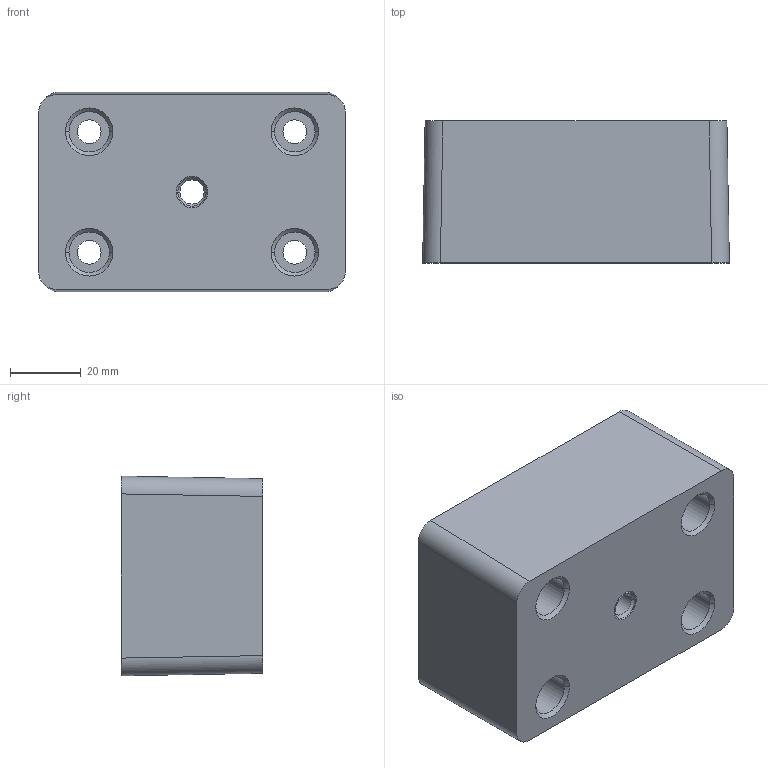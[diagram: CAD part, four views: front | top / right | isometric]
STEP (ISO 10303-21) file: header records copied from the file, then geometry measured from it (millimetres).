
FILE_DESCRIPTION((''),'2;1');
FILE_NAME('JC35TT-0019','2021-01-06T16:42:12',('sa'),('捷昌驱动'),'CREO PARAMETRIC BY PTC INC, 2018100','CREO PARAMETRIC BY PTC INC, 2018100','');
FILE_SCHEMA(('CONFIG_CONTROL_DESIGN'));
Length unit declared in the file: millimetre
Products named in the file (1): JC35TT-0019
Bounding box: 86.5 x 40 x 56.3 mm (x, y, z)
Volume: 68931.5 mm3; surface area: 49013.9 mm2
Topology: 1 solids, 2 shells, 216 faces, 533 edges, 330 vertices
Faces by surface type: cylinder 107, plane 55, torus 44, cone 10
Entity records: 6611 total; most frequent: CARTESIAN_POINT 1272, DIRECTION 1201, ORIENTED_EDGE 1062, EDGE_CURVE 533, AXIS2_PLACEMENT_3D 479, VERTEX_POINT 330, CIRCLE 262, VECTOR 243
